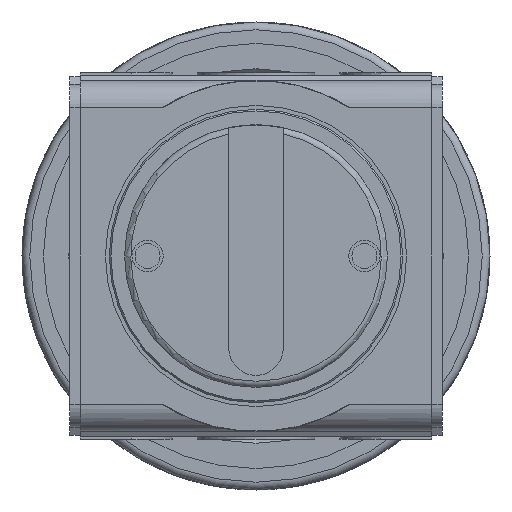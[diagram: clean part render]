
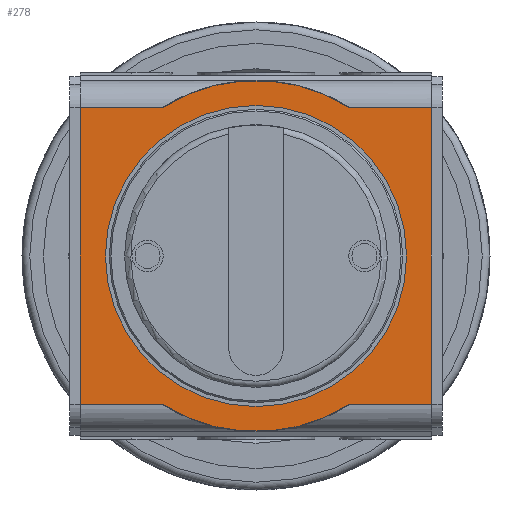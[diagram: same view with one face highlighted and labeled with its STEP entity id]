
A CAD part, front view. The second image highlights one B-rep face of the part: STEP entity #278.
In plain terms, the highlighted planar face has unit normal (0, -1, 0).
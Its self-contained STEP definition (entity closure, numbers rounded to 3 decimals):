
#278 = ADVANCED_FACE( '', ( #724, #725 ), #726, .F. );
#724 = FACE_BOUND( '', #1531, .T. );
#725 = FACE_OUTER_BOUND( '', #1532, .T. );
#726 = PLANE( '', #1533 );
#1531 = EDGE_LOOP( '', ( #2796 ) );
#1532 = EDGE_LOOP( '', ( #2797, #2798, #2799, #2800, #2801, #2802, #2803, #2804 ) );
#1533 = AXIS2_PLACEMENT_3D( '', #2805, #2806, #2807 );
#2796 = ORIENTED_EDGE( '', *, *, #5273, .F. );
#2797 = ORIENTED_EDGE( '', *, *, #5274, .T. );
#2798 = ORIENTED_EDGE( '', *, *, #5275, .T. );
#2799 = ORIENTED_EDGE( '', *, *, #5276, .T. );
#2800 = ORIENTED_EDGE( '', *, *, #5277, .T. );
#2801 = ORIENTED_EDGE( '', *, *, #5270, .F. );
#2802 = ORIENTED_EDGE( '', *, *, #5278, .T. );
#2803 = ORIENTED_EDGE( '', *, *, #5279, .F. );
#2804 = ORIENTED_EDGE( '', *, *, #5280, .F. );
#2805 = CARTESIAN_POINT( '', ( 22.5, 0., 19. ) );
#2806 = DIRECTION( '', ( 0., 1., 0. ) );
#2807 = DIRECTION( '', ( 0., 0., 1. ) );
#5270 = EDGE_CURVE( '', #6338, #6341, #6342, .T. );
#5273 = EDGE_CURVE( '', #6346, #6346, #6347, .T. );
#5274 = EDGE_CURVE( '', #6348, #6349, #6350, .T. );
#5275 = EDGE_CURVE( '', #6349, #6351, #6352, .T. );
#5276 = EDGE_CURVE( '', #6351, #6353, #6354, .T. );
#5277 = EDGE_CURVE( '', #6353, #6341, #6355, .T. );
#5278 = EDGE_CURVE( '', #6338, #6356, #6357, .T. );
#5279 = EDGE_CURVE( '', #6358, #6356, #6359, .T. );
#5280 = EDGE_CURVE( '', #6348, #6358, #6360, .T. );
#6338 = VERTEX_POINT( '', #9172 );
#6341 = VERTEX_POINT( '', #9192 );
#6342 = LINE( '', #9193, #9194 );
#6346 = VERTEX_POINT( '', #9199 );
#6347 = CIRCLE( '', #9200, 19.3 );
#6348 = VERTEX_POINT( '', #9201 );
#6349 = VERTEX_POINT( '', #9202 );
#6350 = LINE( '', #9203, #9204 );
#6351 = VERTEX_POINT( '', #9205 );
#6352 = CIRCLE( '', #9206, 22.5 );
#6353 = VERTEX_POINT( '', #9207 );
#6354 = LINE( '', #9208, #9209 );
#6355 = LINE( '', #9210, #9211 );
#6356 = VERTEX_POINT( '', #9212 );
#6357 = CIRCLE( '', #9213, 22.5 );
#6358 = VERTEX_POINT( '', #9214 );
#6359 = LINE( '', #9215, #9216 );
#6360 = LINE( '', #9217, #9218 );
#9172 = CARTESIAN_POINT( '', ( -12.052, 0., -19. ) );
#9192 = CARTESIAN_POINT( '', ( -22.5, 0., -19. ) );
#9193 = CARTESIAN_POINT( '', ( 22.5, 0., -19. ) );
#9194 = VECTOR( '', #11439, 1000. );
#9199 = CARTESIAN_POINT( '', ( 0., 0., -19.3 ) );
#9200 = AXIS2_PLACEMENT_3D( '', #11444, #11445, #11446 );
#9201 = CARTESIAN_POINT( '', ( 22.5, 0., 19. ) );
#9202 = CARTESIAN_POINT( '', ( 12.052, 0., 19. ) );
#9203 = CARTESIAN_POINT( '', ( 22.5, 0., 19. ) );
#9204 = VECTOR( '', #11447, 1000. );
#9205 = CARTESIAN_POINT( '', ( -12.052, 0., 19. ) );
#9206 = AXIS2_PLACEMENT_3D( '', #11448, #11449, #11450 );
#9207 = CARTESIAN_POINT( '', ( -22.5, 0., 19. ) );
#9208 = CARTESIAN_POINT( '', ( 22.5, 0., 19. ) );
#9209 = VECTOR( '', #11451, 1000. );
#9210 = CARTESIAN_POINT( '', ( -22.5, 0., 19. ) );
#9211 = VECTOR( '', #11452, 1000. );
#9212 = CARTESIAN_POINT( '', ( 12.052, 0., -19. ) );
#9213 = AXIS2_PLACEMENT_3D( '', #11453, #11454, #11455 );
#9214 = CARTESIAN_POINT( '', ( 22.5, 0., -19. ) );
#9215 = CARTESIAN_POINT( '', ( 22.5, 0., -19. ) );
#9216 = VECTOR( '', #11456, 1000. );
#9217 = CARTESIAN_POINT( '', ( 22.5, 0., 19. ) );
#9218 = VECTOR( '', #11457, 1000. );
#11439 = DIRECTION( '', ( -1., 0., 0. ) );
#11444 = CARTESIAN_POINT( '', ( 0., 0., 0. ) );
#11445 = DIRECTION( '', ( 0., -1., 0. ) );
#11446 = DIRECTION( '', ( 0., 0., -1. ) );
#11447 = DIRECTION( '', ( -1., 0., 0. ) );
#11448 = CARTESIAN_POINT( '', ( 0., 0., 0. ) );
#11449 = DIRECTION( '', ( 0., -1., 0. ) );
#11450 = DIRECTION( '', ( 0., 0., -1. ) );
#11451 = DIRECTION( '', ( -1., 0., 0. ) );
#11452 = DIRECTION( '', ( 0., 0., -1. ) );
#11453 = CARTESIAN_POINT( '', ( 0., 0., 0. ) );
#11454 = DIRECTION( '', ( 0., -1., 0. ) );
#11455 = DIRECTION( '', ( 0., 0., -1. ) );
#11456 = DIRECTION( '', ( -1., 0., 0. ) );
#11457 = DIRECTION( '', ( 0., 0., -1. ) );
